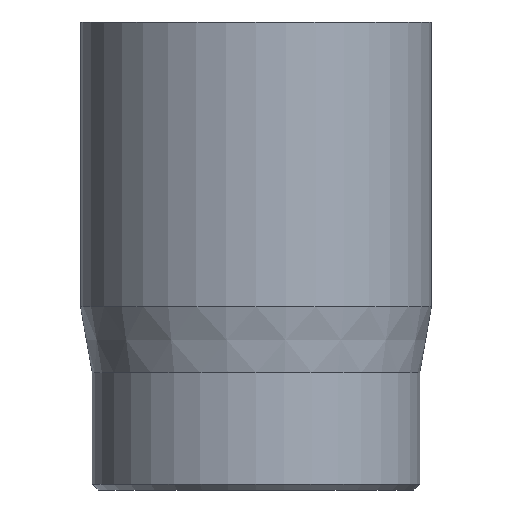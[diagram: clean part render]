
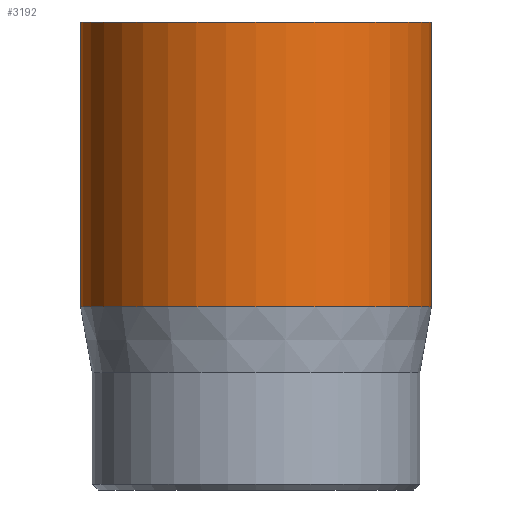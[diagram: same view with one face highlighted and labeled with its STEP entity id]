
A CAD part, front view. The second image highlights one B-rep face of the part: STEP entity #3192.
In plain terms, the highlighted cylindrical face has radius 1.5 mm (diameter 3 mm), a full revolution.
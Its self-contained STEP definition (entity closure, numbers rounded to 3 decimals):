
#399=CYLINDRICAL_SURFACE('',#3338,1.5);
#554=FACE_OUTER_BOUND('',#739,.T.);
#739=EDGE_LOOP('',(#2929,#2930,#2931,#2932,#2933));
#983=LINE('',#5964,#1237);
#1237=VECTOR('',#3734,1.5);
#1275=CIRCLE('',#3325,1.5);
#1281=CIRCLE('',#3336,1.5);
#1282=CIRCLE('',#3337,1.5);
#1571=VERTEX_POINT('',#5938);
#1577=VERTEX_POINT('',#5958);
#1578=VERTEX_POINT('',#5959);
#2024=EDGE_CURVE('',#1571,#1571,#1275,.T.);
#2033=EDGE_CURVE('',#1577,#1578,#1281,.T.);
#2034=EDGE_CURVE('',#1578,#1577,#1282,.T.);
#2036=EDGE_CURVE('',#1571,#1577,#983,.T.);
#2929=ORIENTED_EDGE('',*,*,#2024,.T.);
#2930=ORIENTED_EDGE('',*,*,#2036,.T.);
#2931=ORIENTED_EDGE('',*,*,#2033,.T.);
#2932=ORIENTED_EDGE('',*,*,#2034,.T.);
#2933=ORIENTED_EDGE('',*,*,#2036,.F.);
#3192=ADVANCED_FACE('',(#554),#399,.T.);
#3325=AXIS2_PLACEMENT_3D('',#5939,#3702,#3703);
#3336=AXIS2_PLACEMENT_3D('',#5960,#3727,#3728);
#3337=AXIS2_PLACEMENT_3D('',#5961,#3729,#3730);
#3338=AXIS2_PLACEMENT_3D('',#5963,#3732,#3733);
#3702=DIRECTION('center_axis',(0.,0.,-1.));
#3703=DIRECTION('ref_axis',(-1.,0.,0.));
#3727=DIRECTION('center_axis',(0.,0.,1.));
#3728=DIRECTION('ref_axis',(-1.,0.,0.));
#3729=DIRECTION('center_axis',(0.,0.,1.));
#3730=DIRECTION('ref_axis',(-1.,0.,0.));
#3732=DIRECTION('center_axis',(0.,0.,1.));
#3733=DIRECTION('ref_axis',(-1.,0.,0.));
#3734=DIRECTION('',(0.,0.,-1.));
#5938=CARTESIAN_POINT('',(1.5,0.,4.));
#5939=CARTESIAN_POINT('Origin',(0.,0.,4.));
#5958=CARTESIAN_POINT('',(1.5,0.,1.567));
#5959=CARTESIAN_POINT('',(-1.5,0.,1.567));
#5960=CARTESIAN_POINT('Origin',(0.,0.,1.567));
#5961=CARTESIAN_POINT('Origin',(0.,0.,1.567));
#5963=CARTESIAN_POINT('Origin',(0.,0.,0.));
#5964=CARTESIAN_POINT('',(1.5,0.,0.));
